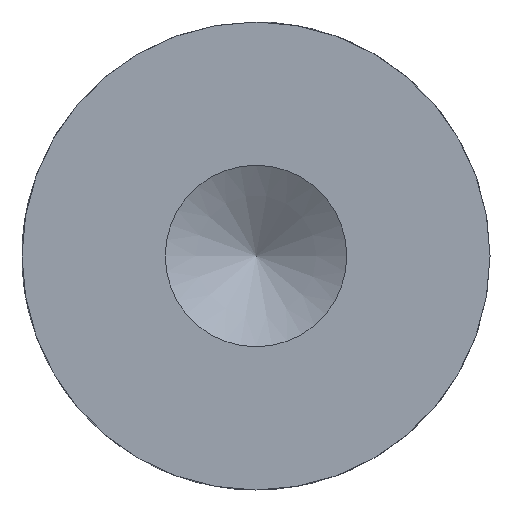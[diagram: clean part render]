
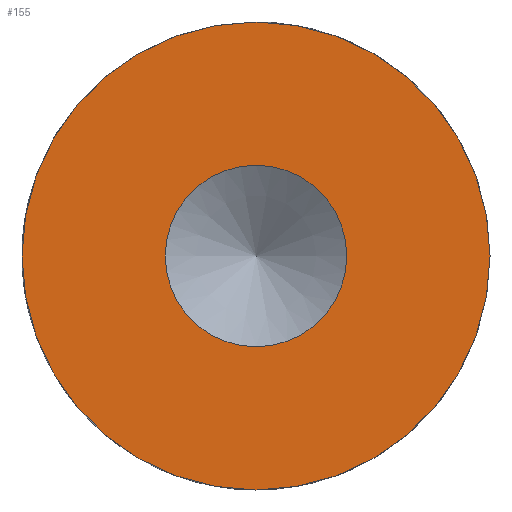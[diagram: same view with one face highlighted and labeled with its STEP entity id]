
A CAD part, front view. The second image highlights one B-rep face of the part: STEP entity #155.
In plain terms, the highlighted planar face has unit normal (0, -1, 0).
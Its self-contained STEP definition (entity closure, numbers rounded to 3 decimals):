
#15=PLANE('',#195);
#21=FACE_BOUND('',#47,.T.);
#35=FACE_OUTER_BOUND('',#46,.T.);
#46=EDGE_LOOP('',(#136));
#47=EDGE_LOOP('',(#137));
#72=CIRCLE('',#185,2.459);
#74=CIRCLE('',#189,6.337);
#81=VERTEX_POINT('',#251);
#84=VERTEX_POINT('',#294);
#94=EDGE_CURVE('',#81,#81,#72,.T.);
#99=EDGE_CURVE('',#84,#84,#74,.T.);
#136=ORIENTED_EDGE('',*,*,#99,.T.);
#137=ORIENTED_EDGE('',*,*,#94,.T.);
#155=ADVANCED_FACE('',(#35,#21),#15,.T.);
#185=AXIS2_PLACEMENT_3D('',#252,#208,#209);
#189=AXIS2_PLACEMENT_3D('',#295,#218,#219);
#195=AXIS2_PLACEMENT_3D('',#346,#234,#235);
#208=DIRECTION('center_axis',(0.,1.,0.));
#209=DIRECTION('ref_axis',(1.,0.,0.));
#218=DIRECTION('center_axis',(0.,-1.,0.));
#219=DIRECTION('ref_axis',(0.,0.,-1.));
#234=DIRECTION('center_axis',(0.,-1.,0.));
#235=DIRECTION('ref_axis',(0.,0.,-1.));
#251=CARTESIAN_POINT('',(-2.459,-77.854,0.));
#252=CARTESIAN_POINT('Origin',(0.,-77.854,0.));
#294=CARTESIAN_POINT('',(0.,-77.854,6.337));
#295=CARTESIAN_POINT('Origin',(0.,-77.854,0.));
#346=CARTESIAN_POINT('Origin',(0.,-77.854,0.));
